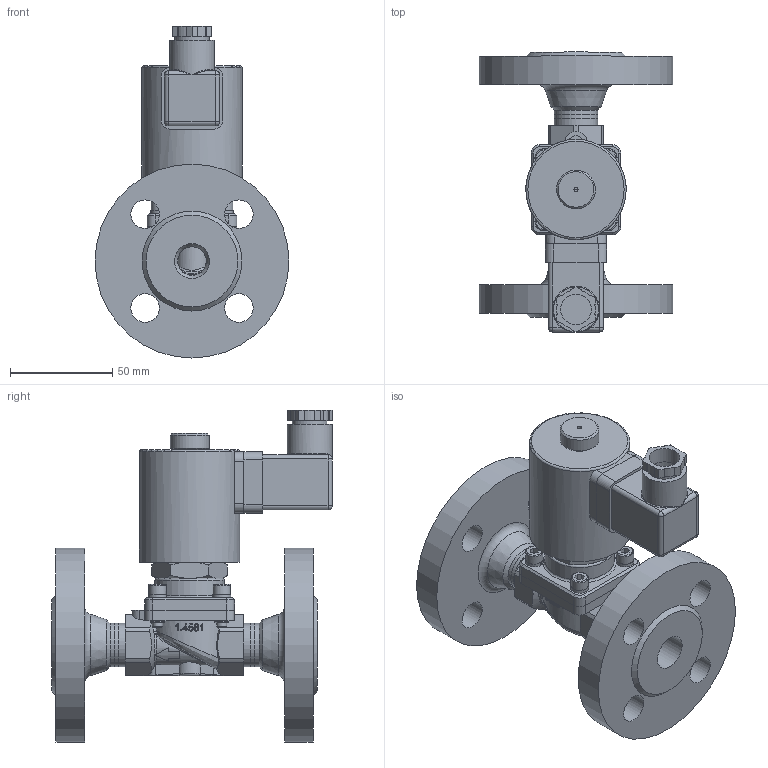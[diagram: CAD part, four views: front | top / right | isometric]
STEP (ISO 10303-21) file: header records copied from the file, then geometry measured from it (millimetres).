
FILE_DESCRIPTION((''),'2;1');
FILE_NAME('037.000011_A3701-0804-.802.stp','2012-02-01T10:43:11',('AApke'),(''),'Autodesk Inventor 2011','Autodesk Inventor 2011','');
FILE_SCHEMA(('AUTOMOTIVE_DESIGN { 1 0 10303 214 1 1 1 1 }'));
Length unit declared in the file: millimetre
Products named in the file (1): 88-002167
Bounding box: 95 x 137.3 x 162.7 mm (x, y, z)
Volume: 288174.4 mm3; surface area: 106180.2 mm2
Topology: 1 solids, 8 shells, 773 faces, 1994 edges, 1269 vertices
Faces by surface type: plane 372, cylinder 239, bspline 65, cone 55, torus 31, sphere 11
Full cylindrical faces by diameter (mm): 2 x1, 2.4 x2, 2.459 x1, 2.5 x1, 3.242 x3, 3.5 x4, 4 x1, 4.5 x1, 5 x12, 5.5 x8, 6.2 x1, 6.3 x4, 6.5 x1, 7 x1, 7.7 x2, 8.5 x5, 10.376 x1, 12.1 x1, 12.5 x1, 13.5 x1, 14 x11, 15 x1, 16 x1, 16.5 x1, 17 x2, 17.1 x2, 17.3 x4, 19 x2, 20 x1, 20.4 x1
Entity records: 35498 total; most frequent: CARTESIAN_POINT 17127, ORIENTED_EDGE 3544, DIRECTION 3503, EDGE_CURVE 1772, AXIS2_PLACEMENT_3D 1337, VERTEX_POINT 1219, EDGE_LOOP 1037, VECTOR 829
